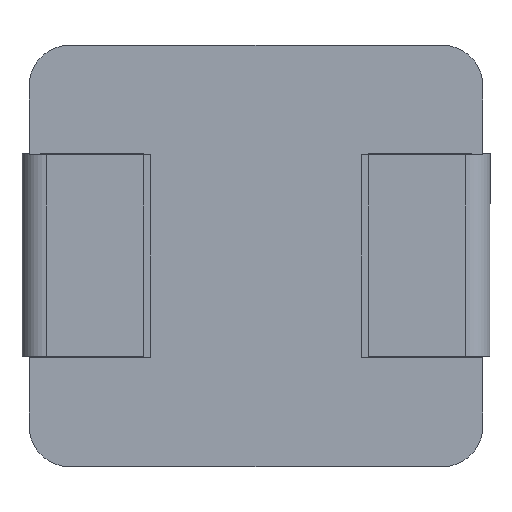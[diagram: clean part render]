
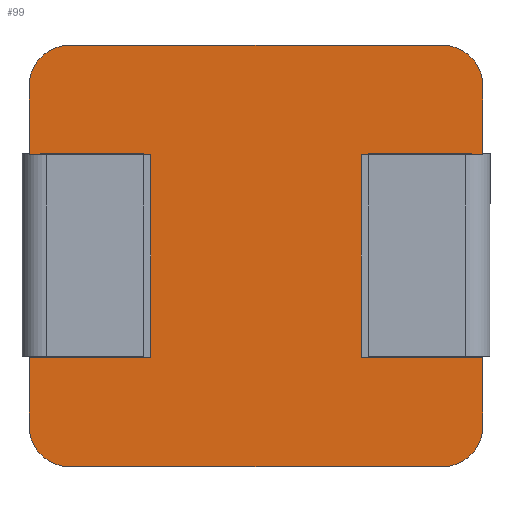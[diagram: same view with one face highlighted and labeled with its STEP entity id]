
A CAD part, front view. The second image highlights one B-rep face of the part: STEP entity #99.
In plain terms, the highlighted planar face has unit normal (0, -1, 0).
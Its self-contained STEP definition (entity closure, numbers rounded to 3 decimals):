
#7 = AXIS2_PLACEMENT_3D ( 'NONE', #753, #417, #169 ) ;
#14 = DIRECTION ( 'NONE',  ( 0., 0., 1. ) ) ;
#32 = LINE ( 'NONE', #129, #555 ) ;
#33 = VERTEX_POINT ( 'NONE', #1038 ) ;
#34 = ORIENTED_EDGE ( 'NONE', *, *, #337, .F. ) ;
#43 = LINE ( 'NONE', #207, #299 ) ;
#45 = DIRECTION ( 'NONE',  ( 0., -1., 0. ) ) ;
#61 = DIRECTION ( 'NONE',  ( 0., -1., 0. ) ) ;
#71 = EDGE_CURVE ( 'NONE', #872, #781, #1042, .T. ) ;
#75 = ORIENTED_EDGE ( 'NONE', *, *, #563, .F. ) ;
#88 = CARTESIAN_POINT ( 'NONE',  ( -2.8, 0., 1.25 ) ) ;
#99 = ADVANCED_FACE ( 'NONE', ( #1044 ), #938, .F. ) ;
#106 = LINE ( 'NONE', #927, #589 ) ;
#107 = CARTESIAN_POINT ( 'NONE',  ( -1.3, 0., -1.25 ) ) ;
#124 = ORIENTED_EDGE ( 'NONE', *, *, #994, .T. ) ;
#129 = CARTESIAN_POINT ( 'NONE',  ( -2.8, 0., -2.6 ) ) ;
#164 = ORIENTED_EDGE ( 'NONE', *, *, #468, .F. ) ;
#169 = DIRECTION ( 'NONE',  ( 0., 0., 1. ) ) ;
#172 = LINE ( 'NONE', #1086, #293 ) ;
#179 = VERTEX_POINT ( 'NONE', #476 ) ;
#180 = CARTESIAN_POINT ( 'NONE',  ( 2.3, 0., 2.1 ) ) ;
#182 = VECTOR ( 'NONE', #1061, 1000. ) ;
#196 = CARTESIAN_POINT ( 'NONE',  ( 2.8, 0., 1.25 ) ) ;
#201 = EDGE_CURVE ( 'NONE', #989, #925, #974, .T. ) ;
#207 = CARTESIAN_POINT ( 'NONE',  ( -1.3, 0., -1.25 ) ) ;
#224 = VECTOR ( 'NONE', #316, 1000. ) ;
#229 = ORIENTED_EDGE ( 'NONE', *, *, #618, .F. ) ;
#250 = EDGE_CURVE ( 'NONE', #608, #925, #711, .T. ) ;
#259 = CIRCLE ( 'NONE', #7, 0.5 ) ;
#266 = CARTESIAN_POINT ( 'NONE',  ( -2.8, 0., -1.25 ) ) ;
#274 = CARTESIAN_POINT ( 'NONE',  ( 0., 0., 0. ) ) ;
#279 = DIRECTION ( 'NONE',  ( 0., 0., 1. ) ) ;
#281 = CARTESIAN_POINT ( 'NONE',  ( -2.8, 0., -2.1 ) ) ;
#288 = CARTESIAN_POINT ( 'NONE',  ( 2.3, 0., 2.6 ) ) ;
#293 = VECTOR ( 'NONE', #757, 1000. ) ;
#299 = VECTOR ( 'NONE', #14, 1000. ) ;
#316 = DIRECTION ( 'NONE',  ( -1., 0., 0. ) ) ;
#324 = VERTEX_POINT ( 'NONE', #965 ) ;
#330 = DIRECTION ( 'NONE',  ( 1., 0., 0. ) ) ;
#335 = VERTEX_POINT ( 'NONE', #266 ) ;
#337 = EDGE_CURVE ( 'NONE', #179, #989, #828, .T. ) ;
#340 = VECTOR ( 'NONE', #879, 1000. ) ;
#345 = DIRECTION ( 'NONE',  ( 0., 0., -1. ) ) ;
#350 = DIRECTION ( 'NONE',  ( 0., -1., 0. ) ) ;
#353 = CARTESIAN_POINT ( 'NONE',  ( 2.8, 0., 1.25 ) ) ;
#360 = VERTEX_POINT ( 'NONE', #353 ) ;
#371 = CARTESIAN_POINT ( 'NONE',  ( -2.8, 0., -2.6 ) ) ;
#374 = DIRECTION ( 'NONE',  ( 0., 0., 1. ) ) ;
#399 = VECTOR ( 'NONE', #792, 1000. ) ;
#414 = VERTEX_POINT ( 'NONE', #107 ) ;
#417 = DIRECTION ( 'NONE',  ( 0., -1., 0. ) ) ;
#419 = ORIENTED_EDGE ( 'NONE', *, *, #984, .F. ) ;
#432 = CIRCLE ( 'NONE', #1023, 0.5 ) ;
#449 = EDGE_CURVE ( 'NONE', #335, #414, #574, .T. ) ;
#455 = CARTESIAN_POINT ( 'NONE',  ( -2.3, 0., -2.6 ) ) ;
#464 = EDGE_CURVE ( 'NONE', #324, #678, #32, .T. ) ;
#468 = EDGE_CURVE ( 'NONE', #815, #564, #636, .T. ) ;
#474 = VERTEX_POINT ( 'NONE', #281 ) ;
#476 = CARTESIAN_POINT ( 'NONE',  ( -1.3, 0., 1.25 ) ) ;
#481 = DIRECTION ( 'NONE',  ( 0., 0., 1. ) ) ;
#484 = AXIS2_PLACEMENT_3D ( 'NONE', #274, #695, #518 ) ;
#497 = VECTOR ( 'NONE', #907, 1000. ) ;
#503 = LINE ( 'NONE', #1029, #904 ) ;
#516 = ORIENTED_EDGE ( 'NONE', *, *, #71, .T. ) ;
#518 = DIRECTION ( 'NONE',  ( 0., 0., 1. ) ) ;
#545 = ORIENTED_EDGE ( 'NONE', *, *, #911, .F. ) ;
#550 = DIRECTION ( 'NONE',  ( -1., 0., 0. ) ) ;
#555 = VECTOR ( 'NONE', #691, 1000. ) ;
#558 = EDGE_CURVE ( 'NONE', #360, #33, #1040, .T. ) ;
#561 = CARTESIAN_POINT ( 'NONE',  ( 2.8, 0., 2.1 ) ) ;
#563 = EDGE_CURVE ( 'NONE', #474, #335, #862, .T. ) ;
#564 = VERTEX_POINT ( 'NONE', #773 ) ;
#573 = EDGE_CURVE ( 'NONE', #474, #678, #432, .T. ) ;
#574 = LINE ( 'NONE', #856, #497 ) ;
#589 = VECTOR ( 'NONE', #345, 1000. ) ;
#590 = ORIENTED_EDGE ( 'NONE', *, *, #558, .F. ) ;
#608 = VERTEX_POINT ( 'NONE', #860 ) ;
#618 = EDGE_CURVE ( 'NONE', #414, #179, #43, .T. ) ;
#631 = CARTESIAN_POINT ( 'NONE',  ( 1.3, 0., -1.25 ) ) ;
#636 = LINE ( 'NONE', #1054, #182 ) ;
#640 = CARTESIAN_POINT ( 'NONE',  ( -2.8, 0., -2.6 ) ) ;
#641 = ORIENTED_EDGE ( 'NONE', *, *, #250, .T. ) ;
#657 = ORIENTED_EDGE ( 'NONE', *, *, #201, .F. ) ;
#669 = AXIS2_PLACEMENT_3D ( 'NONE', #885, #61, #481 ) ;
#678 = VERTEX_POINT ( 'NONE', #455 ) ;
#691 = DIRECTION ( 'NONE',  ( -1., 0., 0. ) ) ;
#695 = DIRECTION ( 'NONE',  ( 0., 1., 0. ) ) ;
#711 = CIRCLE ( 'NONE', #669, 0.5 ) ;
#753 = CARTESIAN_POINT ( 'NONE',  ( 2.3, 0., -2.1 ) ) ;
#757 = DIRECTION ( 'NONE',  ( 0., 0., -1. ) ) ;
#768 = ORIENTED_EDGE ( 'NONE', *, *, #573, .T. ) ;
#772 = DIRECTION ( 'NONE',  ( 0., 0., -1. ) ) ;
#773 = CARTESIAN_POINT ( 'NONE',  ( 2.8, 0., -1.25 ) ) ;
#781 = VERTEX_POINT ( 'NONE', #288 ) ;
#792 = DIRECTION ( 'NONE',  ( 0., 0., 1. ) ) ;
#798 = ORIENTED_EDGE ( 'NONE', *, *, #449, .F. ) ;
#799 = CARTESIAN_POINT ( 'NONE',  ( 2.8, 0., -2.6 ) ) ;
#815 = VERTEX_POINT ( 'NONE', #631 ) ;
#827 = CARTESIAN_POINT ( 'NONE',  ( 2.8, 0., -2.1 ) ) ;
#828 = LINE ( 'NONE', #1075, #224 ) ;
#829 = VERTEX_POINT ( 'NONE', #827 ) ;
#854 = VECTOR ( 'NONE', #550, 1000. ) ;
#856 = CARTESIAN_POINT ( 'NONE',  ( -2.8, 0., -1.25 ) ) ;
#860 = CARTESIAN_POINT ( 'NONE',  ( -2.3, 0., 2.6 ) ) ;
#861 = LINE ( 'NONE', #799, #962 ) ;
#862 = LINE ( 'NONE', #371, #399 ) ;
#872 = VERTEX_POINT ( 'NONE', #561 ) ;
#879 = DIRECTION ( 'NONE',  ( 0., 0., 1. ) ) ;
#885 = CARTESIAN_POINT ( 'NONE',  ( -2.3, 0., 2.1 ) ) ;
#899 = ORIENTED_EDGE ( 'NONE', *, *, #923, .F. ) ;
#904 = VECTOR ( 'NONE', #330, 1000. ) ;
#907 = DIRECTION ( 'NONE',  ( 1., 0., 0. ) ) ;
#911 = EDGE_CURVE ( 'NONE', #872, #360, #172, .T. ) ;
#915 = ORIENTED_EDGE ( 'NONE', *, *, #1073, .F. ) ;
#923 = EDGE_CURVE ( 'NONE', #608, #781, #503, .T. ) ;
#925 = VERTEX_POINT ( 'NONE', #942 ) ;
#927 = CARTESIAN_POINT ( 'NONE',  ( 1.3, 0., -1.25 ) ) ;
#937 = EDGE_LOOP ( 'NONE', ( #972, #124, #915, #164, #419, #590, #545, #516, #899, #641, #657, #34, #229, #798, #75, #768 ) ) ;
#938 = PLANE ( 'NONE',  #484 ) ;
#942 = CARTESIAN_POINT ( 'NONE',  ( -2.8, 0., 2.1 ) ) ;
#961 = AXIS2_PLACEMENT_3D ( 'NONE', #180, #350, #279 ) ;
#962 = VECTOR ( 'NONE', #772, 1000. ) ;
#965 = CARTESIAN_POINT ( 'NONE',  ( 2.3, 0., -2.6 ) ) ;
#970 = CARTESIAN_POINT ( 'NONE',  ( -2.3, 0., -2.1 ) ) ;
#972 = ORIENTED_EDGE ( 'NONE', *, *, #464, .F. ) ;
#974 = LINE ( 'NONE', #640, #340 ) ;
#984 = EDGE_CURVE ( 'NONE', #33, #815, #106, .T. ) ;
#989 = VERTEX_POINT ( 'NONE', #88 ) ;
#994 = EDGE_CURVE ( 'NONE', #324, #829, #259, .T. ) ;
#1023 = AXIS2_PLACEMENT_3D ( 'NONE', #970, #45, #374 ) ;
#1029 = CARTESIAN_POINT ( 'NONE',  ( -2.8, 0., 2.6 ) ) ;
#1038 = CARTESIAN_POINT ( 'NONE',  ( 1.3, 0., 1.25 ) ) ;
#1040 = LINE ( 'NONE', #196, #854 ) ;
#1042 = CIRCLE ( 'NONE', #961, 0.5 ) ;
#1044 = FACE_OUTER_BOUND ( 'NONE', #937, .T. ) ;
#1054 = CARTESIAN_POINT ( 'NONE',  ( 2.8, 0., -1.25 ) ) ;
#1061 = DIRECTION ( 'NONE',  ( 1., 0., 0. ) ) ;
#1073 = EDGE_CURVE ( 'NONE', #564, #829, #861, .T. ) ;
#1075 = CARTESIAN_POINT ( 'NONE',  ( -2.8, 0., 1.25 ) ) ;
#1086 = CARTESIAN_POINT ( 'NONE',  ( 2.8, 0., -2.6 ) ) ;
